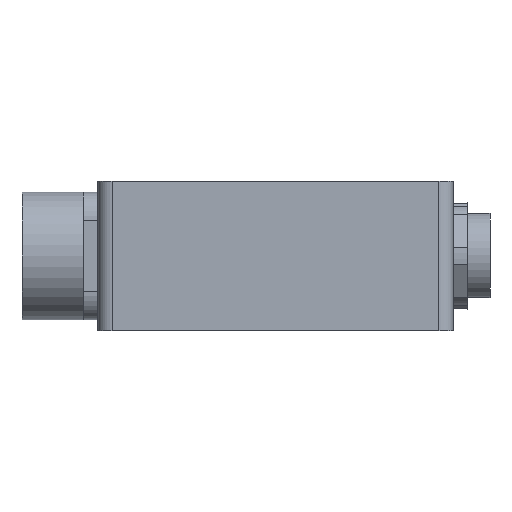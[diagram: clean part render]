
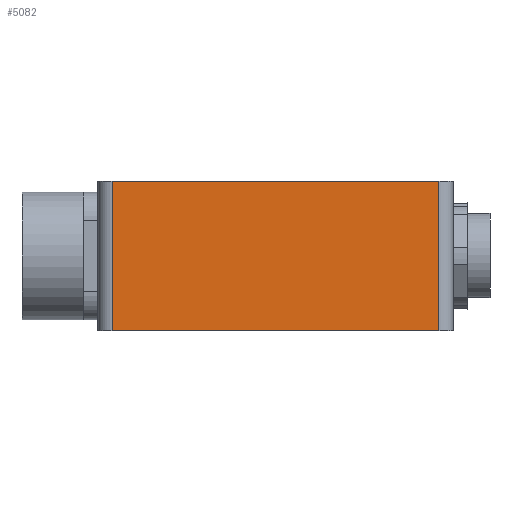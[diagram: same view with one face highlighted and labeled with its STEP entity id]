
A CAD part, front view. The second image highlights one B-rep face of the part: STEP entity #5082.
In plain terms, the highlighted planar face has unit normal (0, -1, 0).
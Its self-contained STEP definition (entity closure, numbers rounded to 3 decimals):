
#1415 = PLANE('',#1416);
#1416 = AXIS2_PLACEMENT_3D('',#1417,#1418,#1419);
#1417 = CARTESIAN_POINT('',(43.,1.5,21.));
#1418 = DIRECTION('',(0.,0.,1.));
#1419 = DIRECTION('',(1.,0.,0.));
#5082 = ADVANCED_FACE('',(#5083),#5097,.F.);
#5083 = FACE_BOUND('',#5084,.T.);
#5084 = EDGE_LOOP('',(#5085,#5119,#5147,#5174));
#5085 = ORIENTED_EDGE('',*,*,#5086,.F.);
#5086 = EDGE_CURVE('',#5087,#5089,#5091,.T.);
#5087 = VERTEX_POINT('',#5088);
#5088 = CARTESIAN_POINT('',(-1.,-3.,0.));
#5089 = VERTEX_POINT('',#5090);
#5090 = CARTESIAN_POINT('',(-1.,-3.,21.));
#5091 = SURFACE_CURVE('',#5092,(#5096,#5108),.PCURVE_S1.);
#5092 = LINE('',#5093,#5094);
#5093 = CARTESIAN_POINT('',(-1.,-3.,19.49));
#5094 = VECTOR('',#5095,1.);
#5095 = DIRECTION('',(0.,0.,1.));
#5096 = PCURVE('',#5097,#5102);
#5097 = PLANE('',#5098);
#5098 = AXIS2_PLACEMENT_3D('',#5099,#5100,#5101);
#5099 = CARTESIAN_POINT('',(46.5,-3.,10.5));
#5100 = DIRECTION('',(0.,1.,0.));
#5101 = DIRECTION('',(0.,0.,1.));
#5102 = DEFINITIONAL_REPRESENTATION('',(#5103),#5107);
#5103 = LINE('',#5104,#5105);
#5104 = CARTESIAN_POINT('',(8.99,-47.5));
#5105 = VECTOR('',#5106,1.);
#5106 = DIRECTION('',(1.,0.));
#5107 = ( GEOMETRIC_REPRESENTATION_CONTEXT(2) 
PARAMETRIC_REPRESENTATION_CONTEXT() REPRESENTATION_CONTEXT('2D SPACE',''
  ) );
#5108 = PCURVE('',#5109,#5114);
#5109 = CYLINDRICAL_SURFACE('',#5110,2.);
#5110 = AXIS2_PLACEMENT_3D('',#5111,#5112,#5113);
#5111 = CARTESIAN_POINT('',(-1.,-1.,10.5));
#5112 = DIRECTION('',(0.,0.,-1.));
#5113 = DIRECTION('',(-0.707,-0.707,0.));
#5114 = DEFINITIONAL_REPRESENTATION('',(#5115),#5118);
#5115 = B_SPLINE_CURVE_WITH_KNOTS('',1,(#5116,#5117),.UNSPECIFIED.,.F.,
  .F.,(2,2),(-19.49,1.51),.PIECEWISE_BEZIER_KNOTS.);
#5116 = CARTESIAN_POINT('',(5.498,10.5));
#5117 = CARTESIAN_POINT('',(5.498,-10.5));
#5118 = ( GEOMETRIC_REPRESENTATION_CONTEXT(2) 
PARAMETRIC_REPRESENTATION_CONTEXT() REPRESENTATION_CONTEXT('2D SPACE',''
  ) );
#5119 = ORIENTED_EDGE('',*,*,#5120,.F.);
#5120 = EDGE_CURVE('',#5121,#5087,#5123,.T.);
#5121 = VERTEX_POINT('',#5122);
#5122 = CARTESIAN_POINT('',(45.,-3.,0.));
#5123 = SURFACE_CURVE('',#5124,(#5128,#5135),.PCURVE_S1.);
#5124 = LINE('',#5125,#5126);
#5125 = CARTESIAN_POINT('',(22.,-3.,0.));
#5126 = VECTOR('',#5127,1.);
#5127 = DIRECTION('',(-1.,0.,0.));
#5128 = PCURVE('',#5097,#5129);
#5129 = DEFINITIONAL_REPRESENTATION('',(#5130),#5134);
#5130 = LINE('',#5131,#5132);
#5131 = CARTESIAN_POINT('',(-10.5,-24.5));
#5132 = VECTOR('',#5133,1.);
#5133 = DIRECTION('',(0.,-1.));
#5134 = ( GEOMETRIC_REPRESENTATION_CONTEXT(2) 
PARAMETRIC_REPRESENTATION_CONTEXT() REPRESENTATION_CONTEXT('2D SPACE',''
  ) );
#5135 = PCURVE('',#5136,#5141);
#5136 = PLANE('',#5137);
#5137 = AXIS2_PLACEMENT_3D('',#5138,#5139,#5140);
#5138 = CARTESIAN_POINT('',(46.5,46.5,0.));
#5139 = DIRECTION('',(0.,0.,1.));
#5140 = DIRECTION('',(1.,0.,0.));
#5141 = DEFINITIONAL_REPRESENTATION('',(#5142),#5146);
#5142 = LINE('',#5143,#5144);
#5143 = CARTESIAN_POINT('',(-24.5,-49.5));
#5144 = VECTOR('',#5145,1.);
#5145 = DIRECTION('',(-1.,0.));
#5146 = ( GEOMETRIC_REPRESENTATION_CONTEXT(2) 
PARAMETRIC_REPRESENTATION_CONTEXT() REPRESENTATION_CONTEXT('2D SPACE',''
  ) );
#5147 = ORIENTED_EDGE('',*,*,#5148,.F.);
#5148 = EDGE_CURVE('',#5149,#5121,#5151,.T.);
#5149 = VERTEX_POINT('',#5150);
#5150 = CARTESIAN_POINT('',(45.,-3.,21.));
#5151 = SURFACE_CURVE('',#5152,(#5156,#5163),.PCURVE_S1.);
#5152 = LINE('',#5153,#5154);
#5153 = CARTESIAN_POINT('',(45.,-3.,10.125));
#5154 = VECTOR('',#5155,1.);
#5155 = DIRECTION('',(0.,0.,-1.));
#5156 = PCURVE('',#5097,#5157);
#5157 = DEFINITIONAL_REPRESENTATION('',(#5158),#5162);
#5158 = LINE('',#5159,#5160);
#5159 = CARTESIAN_POINT('',(-0.375,-1.5));
#5160 = VECTOR('',#5161,1.);
#5161 = DIRECTION('',(-1.,0.));
#5162 = ( GEOMETRIC_REPRESENTATION_CONTEXT(2) 
PARAMETRIC_REPRESENTATION_CONTEXT() REPRESENTATION_CONTEXT('2D SPACE',''
  ) );
#5163 = PCURVE('',#5164,#5169);
#5164 = CYLINDRICAL_SURFACE('',#5165,2.);
#5165 = AXIS2_PLACEMENT_3D('',#5166,#5167,#5168);
#5166 = CARTESIAN_POINT('',(45.,-1.,10.125));
#5167 = DIRECTION('',(0.,0.,-1.));
#5168 = DIRECTION('',(0.707,-0.707,0.));
#5169 = DEFINITIONAL_REPRESENTATION('',(#5170),#5173);
#5170 = B_SPLINE_CURVE_WITH_KNOTS('',1,(#5171,#5172),.UNSPECIFIED.,.F.,
  .F.,(2,2),(-10.875,10.125),.PIECEWISE_BEZIER_KNOTS.);
#5171 = CARTESIAN_POINT('',(7.069,-10.875));
#5172 = CARTESIAN_POINT('',(7.069,10.125));
#5173 = ( GEOMETRIC_REPRESENTATION_CONTEXT(2) 
PARAMETRIC_REPRESENTATION_CONTEXT() REPRESENTATION_CONTEXT('2D SPACE',''
  ) );
#5174 = ORIENTED_EDGE('',*,*,#5175,.F.);
#5175 = EDGE_CURVE('',#5089,#5149,#5176,.T.);
#5176 = SURFACE_CURVE('',#5177,(#5181,#5188),.PCURVE_S1.);
#5177 = LINE('',#5178,#5179);
#5178 = CARTESIAN_POINT('',(43.,-3.,21.));
#5179 = VECTOR('',#5180,1.);
#5180 = DIRECTION('',(1.,0.,0.));
#5181 = PCURVE('',#5097,#5182);
#5182 = DEFINITIONAL_REPRESENTATION('',(#5183),#5187);
#5183 = LINE('',#5184,#5185);
#5184 = CARTESIAN_POINT('',(10.5,-3.5));
#5185 = VECTOR('',#5186,1.);
#5186 = DIRECTION('',(0.,1.));
#5187 = ( GEOMETRIC_REPRESENTATION_CONTEXT(2) 
PARAMETRIC_REPRESENTATION_CONTEXT() REPRESENTATION_CONTEXT('2D SPACE',''
  ) );
#5188 = PCURVE('',#1415,#5189);
#5189 = DEFINITIONAL_REPRESENTATION('',(#5190),#5194);
#5190 = LINE('',#5191,#5192);
#5191 = CARTESIAN_POINT('',(0.,-4.5));
#5192 = VECTOR('',#5193,1.);
#5193 = DIRECTION('',(1.,0.));
#5194 = ( GEOMETRIC_REPRESENTATION_CONTEXT(2) 
PARAMETRIC_REPRESENTATION_CONTEXT() REPRESENTATION_CONTEXT('2D SPACE',''
  ) );
